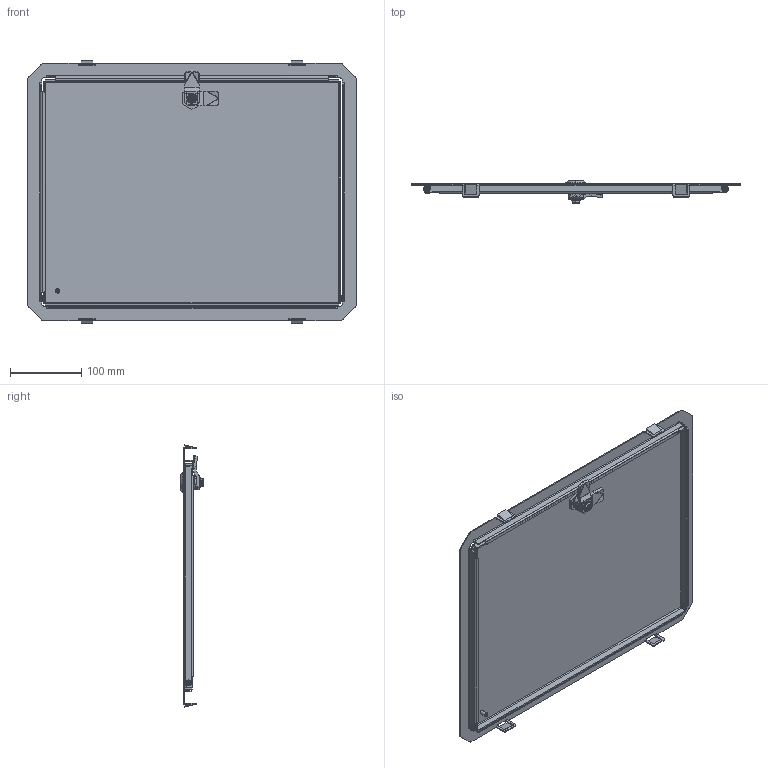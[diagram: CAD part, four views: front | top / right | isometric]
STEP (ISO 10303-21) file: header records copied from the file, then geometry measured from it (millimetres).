
FILE_DESCRIPTION (( 'STEP AP203' ), '1' );
FILE_NAME ('IDS ARCA 5040.STEP', '2022-05-31T12:50:10', ( '' ), ( '' ), 'SwSTEP 2.0', 'SolidWorks 2021', '' );
FILE_SCHEMA (( 'CONFIG_CONTROL_DESIGN' ));
Length unit declared in the file: millimetre
Products named in the file (12): 91290A138_91290A138; 1000-u187-n2_asm; 1000-102A-1X_AF0; 1000-02; 1000-102A-2X; 1000-102A-D_ASM; IDS lock cam as open; IDS ARCA 5040; 12750_A1; IDS ARCA 5040 FRAME; ARCA IDS 5040 Cover; IDS cam_1
Assembly tree (12 placements, depth 4):
  IDS ARCA 5040
    IDS ARCA 5040 FRAME
    91290A138_91290A138  x2
    ARCA IDS 5040 Cover
    12750_A1
      1000-102A-D_ASM
        1000-102A-1X_AF0
        1000-102A-2X
      1000-02
      1000-u187-n2_asm
      IDS cam_1
    IDS lock cam as open
Bounding box: 461 x 31.65 x 368.01 mm (x, y, z)
Volume: 15769.9 mm3; surface area: 406596.6 mm2
Topology: 14 solids, 20 shells, 887 faces, 2304 edges, 1433 vertices
Faces by surface type: plane 410, cylinder 331, bspline 72, cone 66, torus 8
Entity records: 31778 total; most frequent: CARTESIAN_POINT 10861, ORIENTED_EDGE 4224, DIRECTION 3855, EDGE_CURVE 2165, VERTEX_POINT 1346, LINE 1305, VECTOR 1305, AXIS2_PLACEMENT_3D 1275
